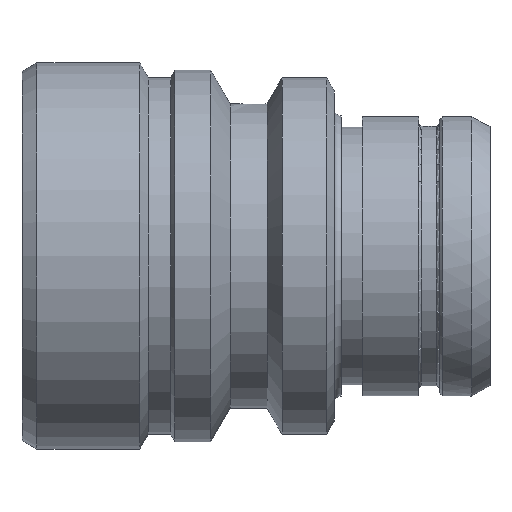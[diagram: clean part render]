
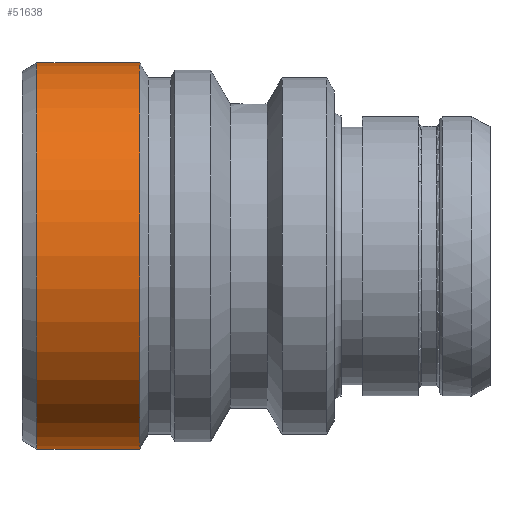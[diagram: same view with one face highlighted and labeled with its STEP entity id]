
A CAD part, top view. The second image highlights one B-rep face of the part: STEP entity #51638.
In plain terms, the highlighted cylindrical face has radius 13 mm (diameter 26 mm), a partial arc.
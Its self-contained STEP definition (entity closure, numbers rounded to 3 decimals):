
#284=CARTESIAN_POINT('',(-20.,0.,0.));
#285=DIRECTION('',(1.,0.,0.));
#286=DIRECTION('',(0.,1.,0.));
#287=AXIS2_PLACEMENT_3D('',#284,#285,#286);
#289=CARTESIAN_POINT('',(-13.077,0.,0.));
#290=DIRECTION('',(1.,0.,0.));
#291=DIRECTION('',(0.,1.,0.));
#292=AXIS2_PLACEMENT_3D('',#289,#290,#291);
#294=DIRECTION('',(-1.,0.,0.));
#295=VECTOR('',#294,6.923);
#296=CARTESIAN_POINT('',(-13.077,13.,0.));
#297=LINE('3676',#296,#295);
#298=DIRECTION('',(-1.,0.,0.));
#299=VECTOR('',#298,6.923);
#300=CARTESIAN_POINT('',(-13.077,-13.,0.));
#301=LINE('3692',#300,#299);
#42654=CARTESIAN_POINT('',(-13.077,13.,0.));
#42655=VERTEX_POINT('',#42654);
#42656=CARTESIAN_POINT('',(-20.,13.,0.));
#42657=VERTEX_POINT('',#42656);
#42694=CARTESIAN_POINT('',(-13.077,-13.,0.));
#42695=VERTEX_POINT('',#42694);
#42696=CARTESIAN_POINT('',(-20.,-13.,0.));
#42697=VERTEX_POINT('',#42696);
#51624=CARTESIAN_POINT('',(-22.575,0.,0.));
#51625=DIRECTION('',(1.,0.,0.));
#51626=DIRECTION('',(0.,-1.,0.));
#51627=AXIS2_PLACEMENT_3D('',#51624,#51625,#51626);
#51628=CYLINDRICAL_SURFACE('277',#51627,13.);
#51630=ORIENTED_EDGE('3676',*,*,#51629,.F.);
#51632=ORIENTED_EDGE('3711',*,*,#51631,.T.);
#51634=ORIENTED_EDGE('3692',*,*,#51633,.T.);
#51635=ORIENTED_EDGE('3712',*,*,#51610,.F.);
#51636=EDGE_LOOP('277',(#51630,#51632,#51634,#51635));
#51637=FACE_OUTER_BOUND('277',#51636,.F.);
#288=CIRCLE('3712',#287,13.);
#293=CIRCLE('3711',#292,13.);
#51610=EDGE_CURVE('3712',#42657,#42697,#288,.T.);
#51629=EDGE_CURVE('3676',#42655,#42657,#297,.T.);
#51631=EDGE_CURVE('3711',#42655,#42695,#293,.T.);
#51633=EDGE_CURVE('3692',#42695,#42697,#301,.T.);
#51638=ADVANCED_FACE('277',(#51637),#51628,.T.);
